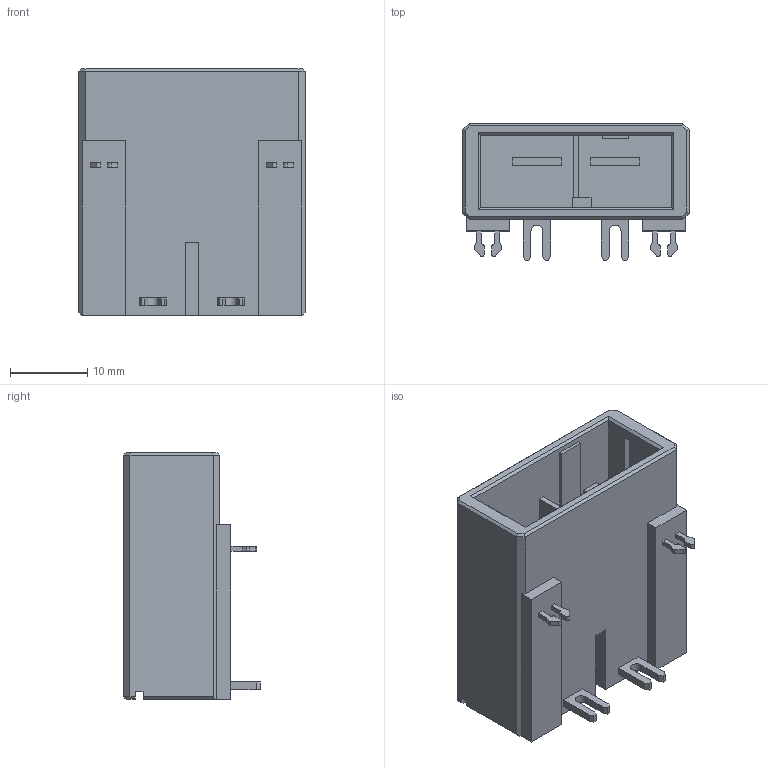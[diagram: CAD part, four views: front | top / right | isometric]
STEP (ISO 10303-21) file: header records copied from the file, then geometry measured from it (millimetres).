
FILE_DESCRIPTION(/* description */ (''),/* implementation_level */ '2;1');
FILE_NAME(/* name */ 'TE_D-5200S_2x10.16mm_H.step',/* time_stamp */ '2016-09-22T13:54:41+09:00',/* author */ (''),/* organization */ (''),/* preprocessor_version */ 'ST-DEVELOPER v16.5',/* originating_system */ 'Autodesk Translation Framework v5.1.0.2740',/* authorisation */ '');
FILE_SCHEMA (('AUTOMOTIVE_DESIGN { 1 0 10303 214 3 1 1 }'));
Length unit declared in the file: centimetre
Products named in the file (1): TE_D-5200S_2x10.16mm_H v1
Bounding box: 29.36 x 17.7 x 32 mm (x, y, z)
Volume: 7123.8 mm3; surface area: 6025.2 mm2
Topology: 1 solids, 1 shells, 160 faces, 431 edges, 282 vertices
Faces by surface type: plane 146, cylinder 14
Entity records: 5040 total; most frequent: CARTESIAN_POINT 874, ORIENTED_EDGE 862, DIRECTION 781, EDGE_CURVE 431, LINE 403, VECTOR 403, VERTEX_POINT 282, AXIS2_PLACEMENT_3D 189
